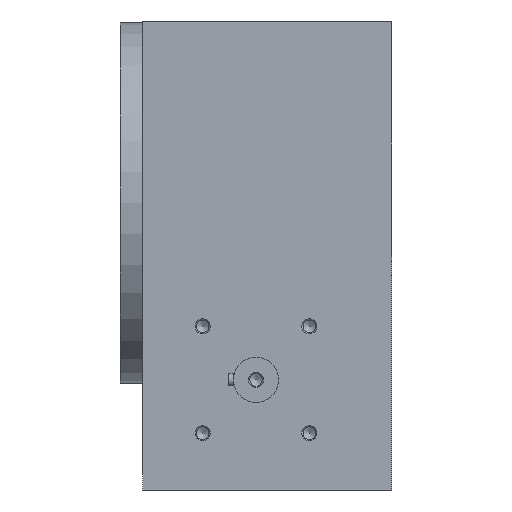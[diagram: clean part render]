
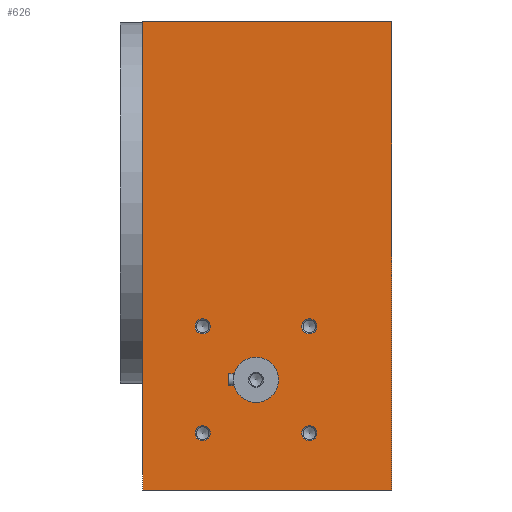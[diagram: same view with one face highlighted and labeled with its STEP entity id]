
A CAD part, left-side view. The second image highlights one B-rep face of the part: STEP entity #626.
In plain terms, the highlighted planar face has unit normal (-1, 0, 0).
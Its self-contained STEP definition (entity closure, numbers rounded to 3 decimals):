
#626 = ADVANCED_FACE( '', ( #1435, #1436, #1437, #1438, #1439, #1440 ), #1441, .F. );
#1435 = FACE_BOUND( '', #2486, .T. );
#1436 = FACE_BOUND( '', #2487, .T. );
#1437 = FACE_BOUND( '', #2488, .T. );
#1438 = FACE_BOUND( '', #2489, .T. );
#1439 = FACE_BOUND( '', #2490, .T. );
#1440 = FACE_OUTER_BOUND( '', #2491, .T. );
#1441 = PLANE( '', #2492 );
#2486 = EDGE_LOOP( '', ( #4060 ) );
#2487 = EDGE_LOOP( '', ( #4061 ) );
#2488 = EDGE_LOOP( '', ( #4062 ) );
#2489 = EDGE_LOOP( '', ( #4063 ) );
#2490 = EDGE_LOOP( '', ( #4064 ) );
#2491 = EDGE_LOOP( '', ( #4065, #4066, #4067, #4068 ) );
#2492 = AXIS2_PLACEMENT_3D( '', #4069, #4070, #4071 );
#4060 = ORIENTED_EDGE( '', *, *, #5797, .F. );
#4061 = ORIENTED_EDGE( '', *, *, #5661, .F. );
#4062 = ORIENTED_EDGE( '', *, *, #5798, .F. );
#4063 = ORIENTED_EDGE( '', *, *, #5761, .F. );
#4064 = ORIENTED_EDGE( '', *, *, #5799, .T. );
#4065 = ORIENTED_EDGE( '', *, *, #5800, .T. );
#4066 = ORIENTED_EDGE( '', *, *, #5801, .F. );
#4067 = ORIENTED_EDGE( '', *, *, #5623, .F. );
#4068 = ORIENTED_EDGE( '', *, *, #5802, .T. );
#4069 = CARTESIAN_POINT( '', ( -120., 82.5, 155. ) );
#4070 = DIRECTION( '', ( 1., 0., 0. ) );
#4071 = DIRECTION( '', ( 0., 0., -1. ) );
#5623 = EDGE_CURVE( '', #6686, #6687, #6688, .T. );
#5661 = EDGE_CURVE( '', #6747, #6747, #6748, .T. );
#5761 = EDGE_CURVE( '', #6892, #6892, #6893, .T. );
#5797 = EDGE_CURVE( '', #6948, #6948, #6949, .T. );
#5798 = EDGE_CURVE( '', #6950, #6950, #6951, .T. );
#5799 = EDGE_CURVE( '', #6952, #6952, #6953, .T. );
#5800 = EDGE_CURVE( '', #6954, #6955, #6956, .T. );
#5801 = EDGE_CURVE( '', #6687, #6955, #6957, .T. );
#5802 = EDGE_CURVE( '', #6686, #6954, #6958, .T. );
#6686 = VERTEX_POINT( '', #8095 );
#6687 = VERTEX_POINT( '', #8096 );
#6688 = LINE( '', #8097, #8098 );
#6747 = VERTEX_POINT( '', #8177 );
#6748 = CIRCLE( '', #8178, 5. );
#6892 = VERTEX_POINT( '', #8367 );
#6893 = CIRCLE( '', #8368, 5. );
#6948 = VERTEX_POINT( '', #8432 );
#6949 = CIRCLE( '', #8433, 5. );
#6950 = VERTEX_POINT( '', #8434 );
#6951 = CIRCLE( '', #8435, 5. );
#6952 = VERTEX_POINT( '', #8436 );
#6953 = CIRCLE( '', #8437, 15. );
#6954 = VERTEX_POINT( '', #8438 );
#6955 = VERTEX_POINT( '', #8439 );
#6956 = LINE( '', #8440, #8441 );
#6957 = LINE( '', #8442, #8443 );
#6958 = LINE( '', #8444, #8445 );
#8095 = CARTESIAN_POINT( '', ( -120., 82.5, 155. ) );
#8096 = CARTESIAN_POINT( '', ( -120., -82.5, 155. ) );
#8097 = CARTESIAN_POINT( '', ( -120., 82.5, 155. ) );
#8098 = VECTOR( '', #9397, 1000. );
#8177 = CARTESIAN_POINT( '', ( -120., 42.855, -112.355 ) );
#8178 = AXIS2_PLACEMENT_3D( '', #9436, #9437, #9438 );
#8367 = CARTESIAN_POINT( '', ( -120., 42.855, -41.645 ) );
#8368 = AXIS2_PLACEMENT_3D( '', #9556, #9557, #9558 );
#8432 = CARTESIAN_POINT( '', ( -120., -27.855, -41.645 ) );
#8433 = AXIS2_PLACEMENT_3D( '', #9607, #9608, #9609 );
#8434 = CARTESIAN_POINT( '', ( -120., -27.855, -112.355 ) );
#8435 = AXIS2_PLACEMENT_3D( '', #9610, #9611, #9612 );
#8436 = CARTESIAN_POINT( '', ( -120., 7.5, -97. ) );
#8437 = AXIS2_PLACEMENT_3D( '', #9613, #9614, #9615 );
#8438 = CARTESIAN_POINT( '', ( -120., 82.5, -155. ) );
#8439 = CARTESIAN_POINT( '', ( -120., -82.5, -155. ) );
#8440 = CARTESIAN_POINT( '', ( -120., 82.5, -155. ) );
#8441 = VECTOR( '', #9616, 1000. );
#8442 = CARTESIAN_POINT( '', ( -120., -82.5, 155. ) );
#8443 = VECTOR( '', #9617, 1000. );
#8444 = CARTESIAN_POINT( '', ( -120., 82.5, 155. ) );
#8445 = VECTOR( '', #9618, 1000. );
#9397 = DIRECTION( '', ( 0., -1., 0. ) );
#9436 = CARTESIAN_POINT( '', ( -120., 42.855, -117.355 ) );
#9437 = DIRECTION( '', ( -1., 0., 0. ) );
#9438 = DIRECTION( '', ( 0., 0., 1. ) );
#9556 = CARTESIAN_POINT( '', ( -120., 42.855, -46.645 ) );
#9557 = DIRECTION( '', ( -1., 0., 0. ) );
#9558 = DIRECTION( '', ( 0., 0., 1. ) );
#9607 = CARTESIAN_POINT( '', ( -120., -27.855, -46.645 ) );
#9608 = DIRECTION( '', ( -1., 0., 0. ) );
#9609 = DIRECTION( '', ( 0., 0., 1. ) );
#9610 = CARTESIAN_POINT( '', ( -120., -27.855, -117.355 ) );
#9611 = DIRECTION( '', ( -1., 0., 0. ) );
#9612 = DIRECTION( '', ( 0., 0., 1. ) );
#9613 = CARTESIAN_POINT( '', ( -120., 7.5, -82. ) );
#9614 = DIRECTION( '', ( 1., 0., 0. ) );
#9615 = DIRECTION( '', ( 0., 0., -1. ) );
#9616 = DIRECTION( '', ( 0., -1., 0. ) );
#9617 = DIRECTION( '', ( 0., 0., -1. ) );
#9618 = DIRECTION( '', ( 0., 0., -1. ) );
